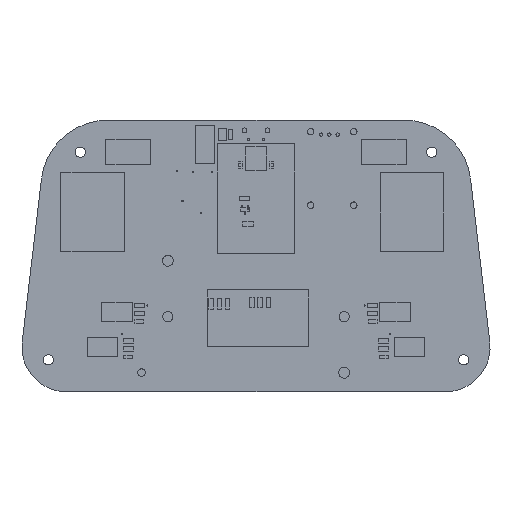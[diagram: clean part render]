
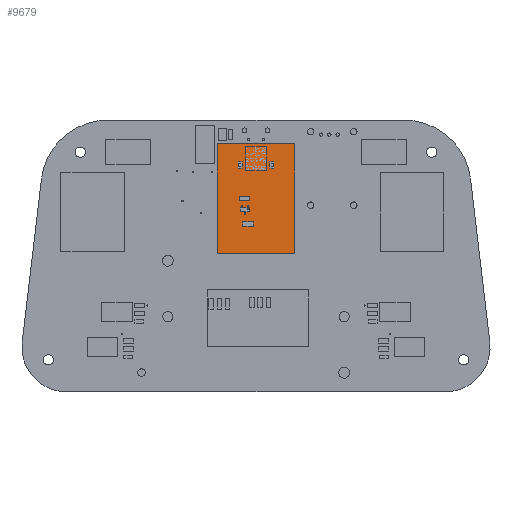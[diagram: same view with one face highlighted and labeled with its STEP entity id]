
A CAD part, top view. The second image highlights one B-rep face of the part: STEP entity #9679.
In plain terms, the highlighted planar face has unit normal (0, 0, 1).
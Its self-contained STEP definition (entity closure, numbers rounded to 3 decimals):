
#754=PLANE('',#10686);
#1174=FACE_OUTER_BOUND('',#1938,.T.);
#1938=EDGE_LOOP('',(#7441,#7442,#7443,#7444));
#2470=LINE('',#14613,#3340);
#2473=LINE('',#14619,#3343);
#2476=LINE('',#14625,#3346);
#2479=LINE('',#14629,#3349);
#3340=VECTOR('',#12152,10.);
#3343=VECTOR('',#12157,10.);
#3346=VECTOR('',#12162,10.);
#3349=VECTOR('',#12167,10.);
#4663=VERTEX_POINT('',#14610);
#4664=VERTEX_POINT('',#14612);
#4666=VERTEX_POINT('',#14618);
#4668=VERTEX_POINT('',#14624);
#5674=EDGE_CURVE('',#4664,#4663,#2470,.T.);
#5677=EDGE_CURVE('',#4666,#4664,#2473,.T.);
#5680=EDGE_CURVE('',#4668,#4666,#2476,.T.);
#5683=EDGE_CURVE('',#4663,#4668,#2479,.T.);
#7441=ORIENTED_EDGE('',*,*,#5683,.T.);
#7442=ORIENTED_EDGE('',*,*,#5680,.T.);
#7443=ORIENTED_EDGE('',*,*,#5677,.T.);
#7444=ORIENTED_EDGE('',*,*,#5674,.T.);
#9679=ADVANCED_FACE('',(#1174),#754,.T.);
#10686=AXIS2_PLACEMENT_3D('',#14630,#12168,#12169);
#12152=DIRECTION('',(-1.,0.,0.));
#12157=DIRECTION('',(0.,1.,0.));
#12162=DIRECTION('',(1.,0.,0.));
#12167=DIRECTION('',(0.,-1.,0.));
#12168=DIRECTION('center_axis',(0.,0.,1.));
#12169=DIRECTION('ref_axis',(1.,0.,0.));
#14610=CARTESIAN_POINT('',(-12.192,12.192,0.1));
#14612=CARTESIAN_POINT('',(22.098,12.192,0.1));
#14613=CARTESIAN_POINT('',(22.098,12.192,0.1));
#14618=CARTESIAN_POINT('',(22.098,-12.192,0.1));
#14619=CARTESIAN_POINT('',(22.098,-12.192,0.1));
#14624=CARTESIAN_POINT('',(-12.192,-12.192,0.1));
#14625=CARTESIAN_POINT('',(-12.192,-12.192,0.1));
#14629=CARTESIAN_POINT('',(-12.192,12.192,0.1));
#14630=CARTESIAN_POINT('Origin',(4.953,0.,0.1));
